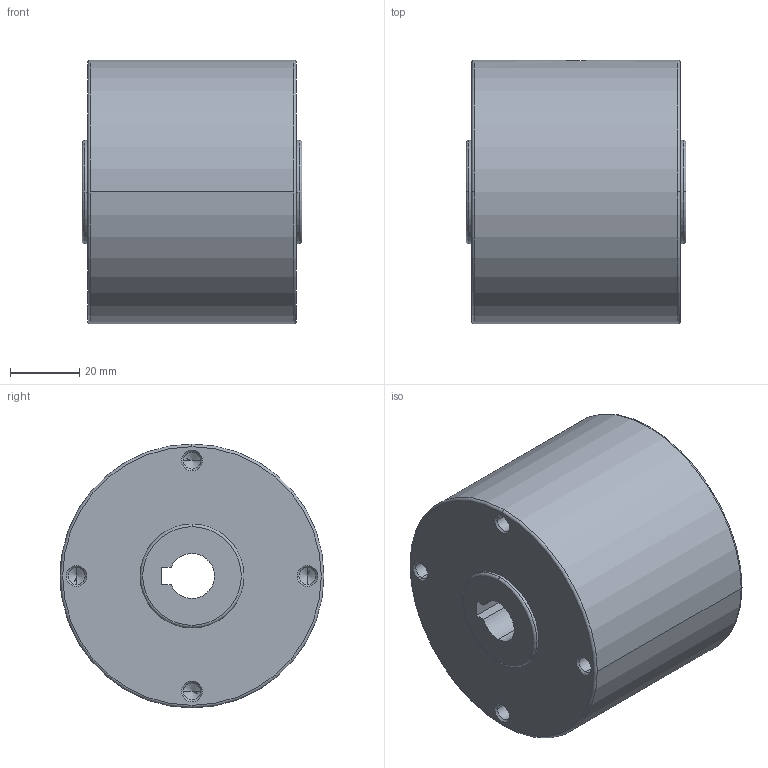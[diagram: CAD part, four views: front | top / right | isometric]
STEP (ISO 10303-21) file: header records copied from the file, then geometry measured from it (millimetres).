
FILE_DESCRIPTION(('STEP AP214'),'1');
FILE_NAME('go_300.stp','2019-09-14T12:08:19',('TraceParts'),('TraceParts S.A.'),'Spatial InterOp 3D',' ',' ');
FILE_SCHEMA(('AUTOMOTIVE_DESIGN { 1 0 10303 214 1 1 1 1 }'));
Length unit declared in the file: millimetre
Products named in the file (1): go_300
Bounding box: 63.5 x 76.2 x 76.2 mm (x, y, z)
Volume: 265400.3 mm3; surface area: 28387.6 mm2
Topology: 1 solids, 1 shells, 126 faces, 294 edges, 173 vertices
Faces by surface type: cylinder 49, cone 48, plane 21, torus 8
Entity records: 3582 total; most frequent: DIRECTION 685, CARTESIAN_POINT 645, ORIENTED_EDGE 556, AXIS2_PLACEMENT_3D 283, EDGE_CURVE 278, VERTEX_POINT 173, CIRCLE 156, EDGE_LOOP 147
